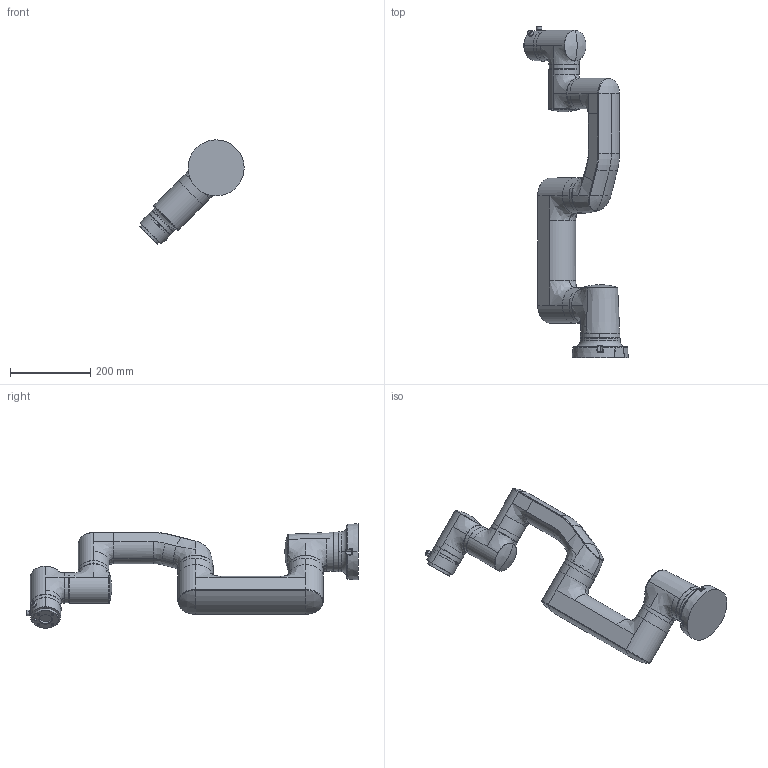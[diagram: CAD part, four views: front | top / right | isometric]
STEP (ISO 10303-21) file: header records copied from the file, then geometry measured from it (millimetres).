
FILE_DESCRIPTION (( 'STEP AP214' ), '1' );
FILE_NAME ('S2-潠趙耀倰.STEP', '2025-07-18T07:02:57', ( 'Windows User' ), ( 'P R C' ), 'SwSTEP 2.0', 'SolidWorks 2024', '' );
FILE_SCHEMA (( 'AUTOMOTIVE_DESIGN' ));
Length unit declared in the file: millimetre
Products named in the file (8): i5H-末端; S2-大臂; S2-ID6; S2-ID1; S2-小臂; S2-ID5; S2-简化模型; S2-底座
Assembly tree (7 placements, depth 2):
  S2-简化模型
    S2-底座
    S2-ID1
    S2-大臂
    S2-小臂
    S2-ID5
    S2-ID6
    i5H-末端
Bounding box: 260.92 x 830 x 260.92 mm (x, y, z)
Volume: 7318313.4 mm3; surface area: 460106.8 mm2
Topology: 6 solids, 10 shells, 449 faces, 1021 edges, 624 vertices
Faces by surface type: cylinder 143, plane 112, bspline 84, cone 50, torus 49, sphere 11
Entity records: 42595 total; most frequent: CARTESIAN_POINT 28036, ORIENTED_EDGE 2030, DIRECTION 1930, EDGE_CURVE 1017, AXIS2_PLACEMENT_3D 822, VERTEX_POINT 624, EDGE_LOOP 487, ADVANCED_FACE 449
